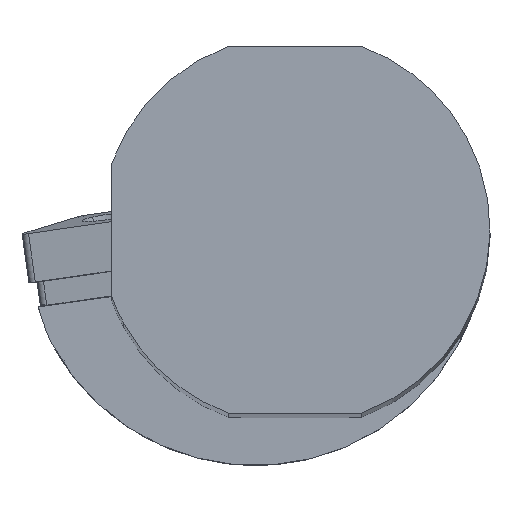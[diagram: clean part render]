
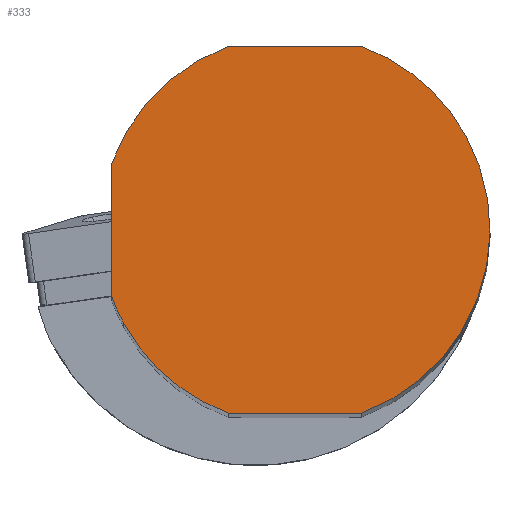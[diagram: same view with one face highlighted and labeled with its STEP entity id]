
A CAD part, top view. The second image highlights one B-rep face of the part: STEP entity #333.
In plain terms, the highlighted planar face has unit normal (0, 0, 1).
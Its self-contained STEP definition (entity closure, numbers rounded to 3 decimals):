
#135=AXIS2_PLACEMENT_3D('Circle Axis2P3D',#133,#134,$) ;
#275=AXIS2_PLACEMENT_3D('Circle Axis2P3D',#273,#274,$) ;
#288=AXIS2_PLACEMENT_3D('Plane Axis2P3D',#285,#286,#287) ;
#299=AXIS2_PLACEMENT_3D('Circle Axis2P3D',#297,#298,$) ;
#306=AXIS2_PLACEMENT_3D('Circle Axis2P3D',#304,#305,$) ;
#320=AXIS2_PLACEMENT_3D('Circle Axis2P3D',#318,#319,$) ;
#116=CARTESIAN_POINT('Vertex',(21.94,11.986,0.)) ;
#130=CARTESIAN_POINT('Vertex',(8.529,23.5,0.)) ;
#133=CARTESIAN_POINT('Axis2P3D Location',(0.,0.,0.)) ;
#205=CARTESIAN_POINT('Vertex',(-8.529,23.5,0.)) ;
#208=CARTESIAN_POINT('Line Origine',(0.,23.5,0.)) ;
#270=CARTESIAN_POINT('Vertex',(-23.5,8.529,0.)) ;
#273=CARTESIAN_POINT('Axis2P3D Location',(0.,0.,0.)) ;
#285=CARTESIAN_POINT('Axis2P3D Location',(-24.,0.,0.)) ;
#290=CARTESIAN_POINT('Line Origine',(-23.5,0.,0.)) ;
#294=CARTESIAN_POINT('Vertex',(-23.5,-8.529,0.)) ;
#297=CARTESIAN_POINT('Axis2P3D Location',(0.,0.,0.)) ;
#301=CARTESIAN_POINT('Vertex',(-21.94,-11.986,0.)) ;
#304=CARTESIAN_POINT('Axis2P3D Location',(0.,0.,0.)) ;
#308=CARTESIAN_POINT('Vertex',(-8.529,-23.5,0.)) ;
#311=CARTESIAN_POINT('Line Origine',(0.,-23.5,0.)) ;
#315=CARTESIAN_POINT('Vertex',(8.529,-23.5,0.)) ;
#318=CARTESIAN_POINT('Axis2P3D Location',(0.,0.,0.)) ;
#134=DIRECTION('Axis2P3D Direction',(0.,0.,1.)) ;
#209=DIRECTION('Vector Direction',(-1.,0.,0.)) ;
#274=DIRECTION('Axis2P3D Direction',(0.,0.,1.)) ;
#286=DIRECTION('Axis2P3D Direction',(0.,0.,1.)) ;
#287=DIRECTION('Axis2P3D XDirection',(1.,0.,0.)) ;
#291=DIRECTION('Vector Direction',(0.,-1.,0.)) ;
#298=DIRECTION('Axis2P3D Direction',(0.,0.,1.)) ;
#305=DIRECTION('Axis2P3D Direction',(0.,0.,1.)) ;
#312=DIRECTION('Vector Direction',(1.,0.,0.)) ;
#319=DIRECTION('Axis2P3D Direction',(0.,0.,1.)) ;
#210=VECTOR('Line Direction',#209,1.) ;
#292=VECTOR('Line Direction',#291,1.) ;
#313=VECTOR('Line Direction',#312,1.) ;
#324=ORIENTED_EDGE('',*,*,#296,.T.) ;
#325=ORIENTED_EDGE('',*,*,#303,.F.) ;
#326=ORIENTED_EDGE('',*,*,#310,.T.) ;
#327=ORIENTED_EDGE('',*,*,#317,.T.) ;
#328=ORIENTED_EDGE('',*,*,#322,.F.) ;
#329=ORIENTED_EDGE('',*,*,#137,.F.) ;
#330=ORIENTED_EDGE('',*,*,#212,.T.) ;
#331=ORIENTED_EDGE('',*,*,#277,.F.) ;
#333=ADVANCED_FACE('NOCUT',(#332),#289,.T.) ;
#136=CIRCLE('generated circle',#135,25.) ;
#276=CIRCLE('generated circle',#275,25.) ;
#300=CIRCLE('generated circle',#299,25.) ;
#307=CIRCLE('generated circle',#306,25.) ;
#321=CIRCLE('generated circle',#320,25.) ;
#137=EDGE_CURVE('',#131,#117,#136,.F.) ;
#212=EDGE_CURVE('',#131,#206,#211,.T.) ;
#277=EDGE_CURVE('',#271,#206,#276,.F.) ;
#296=EDGE_CURVE('',#271,#295,#293,.T.) ;
#303=EDGE_CURVE('',#302,#295,#300,.F.) ;
#310=EDGE_CURVE('',#302,#309,#307,.T.) ;
#317=EDGE_CURVE('',#309,#316,#314,.T.) ;
#322=EDGE_CURVE('',#117,#316,#321,.F.) ;
#323=EDGE_LOOP('',(#324,#325,#326,#327,#328,#329,#330,#331)) ;
#332=FACE_OUTER_BOUND('',#323,.T.) ;
#211=LINE('Line',#208,#210) ;
#293=LINE('Line',#290,#292) ;
#314=LINE('Line',#311,#313) ;
#289=PLANE('',#288) ;
#117=VERTEX_POINT('',#116) ;
#131=VERTEX_POINT('',#130) ;
#206=VERTEX_POINT('',#205) ;
#271=VERTEX_POINT('',#270) ;
#295=VERTEX_POINT('',#294) ;
#302=VERTEX_POINT('',#301) ;
#309=VERTEX_POINT('',#308) ;
#316=VERTEX_POINT('',#315) ;
